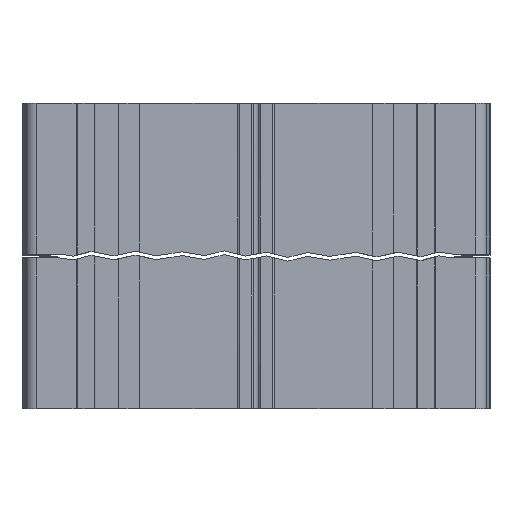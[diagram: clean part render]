
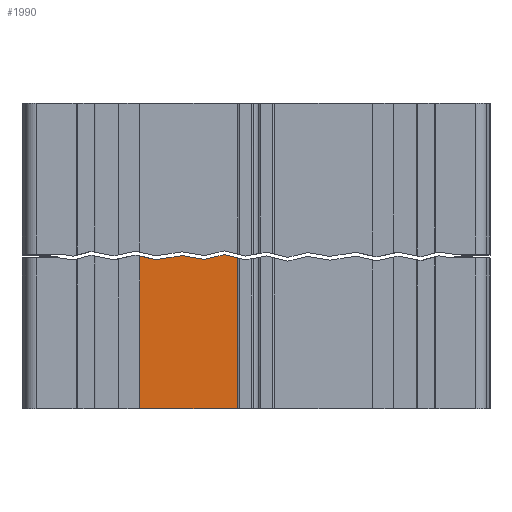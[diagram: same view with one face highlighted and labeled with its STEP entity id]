
A CAD part, front view. The second image highlights one B-rep face of the part: STEP entity #1990.
In plain terms, the highlighted planar face has unit normal (0, -1, 0).
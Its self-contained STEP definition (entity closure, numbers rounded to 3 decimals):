
#1990=ADVANCED_FACE('',(#6287),#6289,.F.);
#6287=FACE_BOUND('',#6288,.T.);
#6288=EDGE_LOOP('',(#9825,#9826,#9827,#9828,#9829,#9830,#9831,#9832));
#6289=PLANE('',#6290);
#6290=AXIS2_PLACEMENT_3D('',#6291,#6292,#6293);
#6291=CARTESIAN_POINT('',(-39.301,12.1,21.));
#6292=DIRECTION('',(-0.,1.,0.));
#6293=DIRECTION('',(1.,0.,0.));
#9825=ORIENTED_EDGE('',*,*,#12373,.F.);
#9826=ORIENTED_EDGE('',*,*,#12368,.T.);
#9827=ORIENTED_EDGE('',*,*,#12374,.T.);
#9828=ORIENTED_EDGE('',*,*,#12375,.T.);
#9829=ORIENTED_EDGE('',*,*,#12376,.T.);
#9830=ORIENTED_EDGE('',*,*,#12377,.T.);
#9831=ORIENTED_EDGE('',*,*,#12378,.T.);
#9832=ORIENTED_EDGE('',*,*,#11971,.T.);
#11971=EDGE_CURVE('',#13838,#13836,#13839,.T.);
#12368=EDGE_CURVE('',#14440,#14438,#14441,.T.);
#12373=EDGE_CURVE('',#14440,#13836,#14449,.T.);
#12374=EDGE_CURVE('',#14438,#14450,#14451,.T.);
#12375=EDGE_CURVE('',#14450,#14452,#14453,.T.);
#12376=EDGE_CURVE('',#14452,#14454,#14455,.T.);
#12377=EDGE_CURVE('',#14454,#14456,#14457,.T.);
#12378=EDGE_CURVE('',#14456,#13838,#14458,.T.);
#13836=VERTEX_POINT('',#17267);
#13838=VERTEX_POINT('',#17272);
#13839=LINE('',#17273,#17274);
#14438=VERTEX_POINT('',#18782);
#14440=VERTEX_POINT('',#18786);
#14441=LINE('',#18787,#18788);
#14449=LINE('',#18807,#18808);
#14450=VERTEX_POINT('',#18810);
#14451=LINE('',#18811,#18812);
#14452=VERTEX_POINT('',#18814);
#14453=LINE('',#18815,#18816);
#14454=VERTEX_POINT('',#18818);
#14455=LINE('',#18819,#18820);
#14456=VERTEX_POINT('',#18822);
#14457=LINE('',#18823,#18824);
#14458=LINE('',#18826,#18827);
#17267=CARTESIAN_POINT('',(-3.3,12.1,3.));
#17272=CARTESIAN_POINT('',(-30.5,12.1,3.));
#17273=CARTESIAN_POINT('',(-30.5,12.1,3.));
#17274=VECTOR('',#17275,1.);
#17275=DIRECTION('',(1.,0.,0.));
#18782=CARTESIAN_POINT('',(-8.332,12.1,43.335));
#18786=CARTESIAN_POINT('',(-3.3,12.1,42.114));
#18787=CARTESIAN_POINT('',(-3.3,12.1,42.114));
#18788=VECTOR('',#18789,1.);
#18789=DIRECTION('',(-0.972,0.,0.236));
#18807=CARTESIAN_POINT('',(-3.3,12.1,42.114));
#18808=VECTOR('',#18809,1.);
#18809=DIRECTION('',(0.,0.,-1.));
#18810=CARTESIAN_POINT('',(-13.507,12.1,42.113));
#18811=CARTESIAN_POINT('',(-8.332,12.1,43.335));
#18812=VECTOR('',#18813,1.);
#18813=DIRECTION('',(-0.973,0.,-0.23));
#18814=CARTESIAN_POINT('',(-19.373,12.1,43.091));
#18815=CARTESIAN_POINT('',(-13.507,12.1,42.113));
#18816=VECTOR('',#18817,1.);
#18817=DIRECTION('',(-0.986,0.,0.164));
#18818=CARTESIAN_POINT('',(-26.218,12.1,42.032));
#18819=CARTESIAN_POINT('',(-19.373,12.1,43.091));
#18820=VECTOR('',#18821,1.);
#18821=DIRECTION('',(-0.988,0.,-0.153));
#18822=CARTESIAN_POINT('',(-30.5,12.1,43.035));
#18823=CARTESIAN_POINT('',(-26.218,12.1,42.032));
#18824=VECTOR('',#18825,1.);
#18825=DIRECTION('',(-0.974,0.,0.228));
#18826=CARTESIAN_POINT('',(-30.5,12.1,43.035));
#18827=VECTOR('',#18828,1.);
#18828=DIRECTION('',(0.,0.,-1.));
